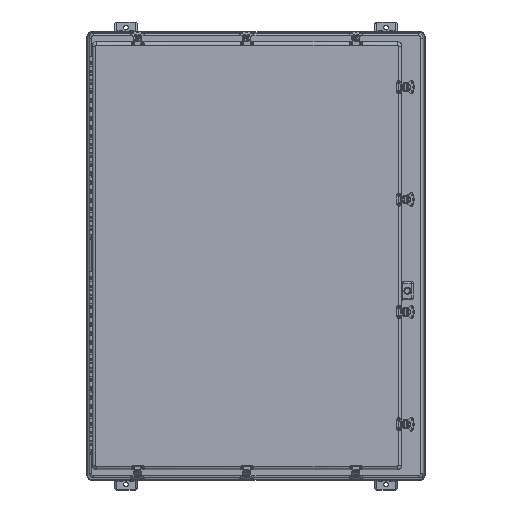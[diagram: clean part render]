
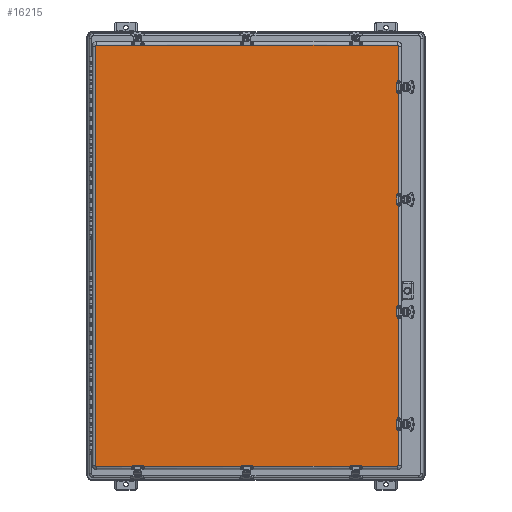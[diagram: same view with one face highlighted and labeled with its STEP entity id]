
A CAD part, top view. The second image highlights one B-rep face of the part: STEP entity #16215.
In plain terms, the highlighted planar face has unit normal (0, 0, 1).
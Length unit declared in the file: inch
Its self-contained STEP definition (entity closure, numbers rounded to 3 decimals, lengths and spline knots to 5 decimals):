
#585=PLANE($,#17459);
#1227=LINE($,#29971,#2375);
#1229=LINE($,#29976,#2377);
#1230=LINE($,#30009,#2378);
#1233=LINE($,#30016,#2381);
#2375=VECTOR($,#20166,32.9375);
#2377=VECTOR($,#20172,45.9375);
#2378=VECTOR($,#20189,45.9375);
#2381=VECTOR($,#20196,32.9375);
#4207=FACE_OUTER_BOUND($,#5361,.T.);
#5361=EDGE_LOOP($,(#12254,#12255,#12256,#12257,#12258,#12259,#12260,#12261));
#6527=CIRCLE($,#17436,0.10404);
#6533=CIRCLE($,#17444,0.10404);
#6537=CIRCLE($,#17448,0.10404);
#6541=CIRCLE($,#17454,0.10404);
#7636=VERTEX_POINT($,#29961);
#7637=VERTEX_POINT($,#29963);
#7639=VERTEX_POINT($,#29969);
#7640=VERTEX_POINT($,#29974);
#7642=VERTEX_POINT($,#29987);
#7643=VERTEX_POINT($,#30000);
#7646=VERTEX_POINT($,#30007);
#7647=VERTEX_POINT($,#30012);
#9359=EDGE_CURVE($,#7636,#7637,#6527,.T.);
#9363=EDGE_CURVE($,#7639,#7636,#1227,.T.);
#9366=EDGE_CURVE($,#7637,#7640,#1229,.T.);
#9368=EDGE_CURVE($,#7642,#7639,#6533,.T.);
#9372=EDGE_CURVE($,#7640,#7643,#6537,.T.);
#9374=EDGE_CURVE($,#7646,#7642,#1230,.T.);
#9378=EDGE_CURVE($,#7643,#7647,#1233,.T.);
#9380=EDGE_CURVE($,#7647,#7646,#6541,.T.);
#12254=ORIENTED_EDGE($,*,*,#9359,.F.);
#12255=ORIENTED_EDGE($,*,*,#9363,.F.);
#12256=ORIENTED_EDGE($,*,*,#9368,.F.);
#12257=ORIENTED_EDGE($,*,*,#9374,.F.);
#12258=ORIENTED_EDGE($,*,*,#9380,.F.);
#12259=ORIENTED_EDGE($,*,*,#9378,.F.);
#12260=ORIENTED_EDGE($,*,*,#9372,.F.);
#12261=ORIENTED_EDGE($,*,*,#9366,.F.);
#16215=ADVANCED_FACE($,(#4207),#585,.T.);
#17436=AXIS2_PLACEMENT_3D($,#29964,#20156,#20157);
#17444=AXIS2_PLACEMENT_3D($,#29989,#20175,#20176);
#17448=AXIS2_PLACEMENT_3D($,#30004,#20183,#20184);
#17454=AXIS2_PLACEMENT_3D($,#30027,#20199,#20200);
#17459=AXIS2_PLACEMENT_3D($,#30036,#20213,#20214);
#20156=DIRECTION('center_axis',(0.,0.,-1.));
#20157=DIRECTION('ref_axis',(0.707,0.707,0.));
#20166=DIRECTION($,(1.,0.,0.));
#20172=DIRECTION($,(0.,-1.,0.));
#20175=DIRECTION('center_axis',(0.,0.,-1.));
#20176=DIRECTION('ref_axis',(-0.707,0.707,0.));
#20183=DIRECTION('center_axis',(0.,0.,-1.));
#20184=DIRECTION('ref_axis',(0.707,-0.707,0.));
#20189=DIRECTION($,(0.,1.,0.));
#20196=DIRECTION($,(-1.,0.,0.));
#20199=DIRECTION('center_axis',(0.,0.,-1.));
#20200=DIRECTION('ref_axis',(-0.707,-0.707,0.));
#20213=DIRECTION('center_axis',(0.,0.,1.));
#20214=DIRECTION('ref_axis',(1.,0.,0.));
#29961=CARTESIAN_POINT('',(16.46875,23.07279,0.96875));
#29963=CARTESIAN_POINT('',(16.57279,22.96875,0.96875));
#29964=CARTESIAN_POINT('Origin',(16.46875,22.96875,0.96875));
#29969=CARTESIAN_POINT('',(-16.46875,23.07279,0.96875));
#29971=CARTESIAN_POINT($,(-16.46875,23.07279,0.96875));
#29974=CARTESIAN_POINT('',(16.57279,-22.96875,0.96875));
#29976=CARTESIAN_POINT($,(16.57279,22.96875,0.96875));
#29987=CARTESIAN_POINT('',(-16.57279,22.96875,0.96875));
#29989=CARTESIAN_POINT('Origin',(-16.46875,22.96875,0.96875));
#30000=CARTESIAN_POINT('',(16.46875,-23.07279,0.96875));
#30004=CARTESIAN_POINT('Origin',(16.46875,-22.96875,0.96875));
#30007=CARTESIAN_POINT('',(-16.57279,-22.96875,0.96875));
#30009=CARTESIAN_POINT($,(-16.57279,-22.96875,0.96875));
#30012=CARTESIAN_POINT('',(-16.46875,-23.07279,0.96875));
#30016=CARTESIAN_POINT($,(16.46875,-23.07279,0.96875));
#30027=CARTESIAN_POINT('Origin',(-16.46875,-22.96875,0.96875));
#30036=CARTESIAN_POINT('Origin',(0.,0.,0.96875));
